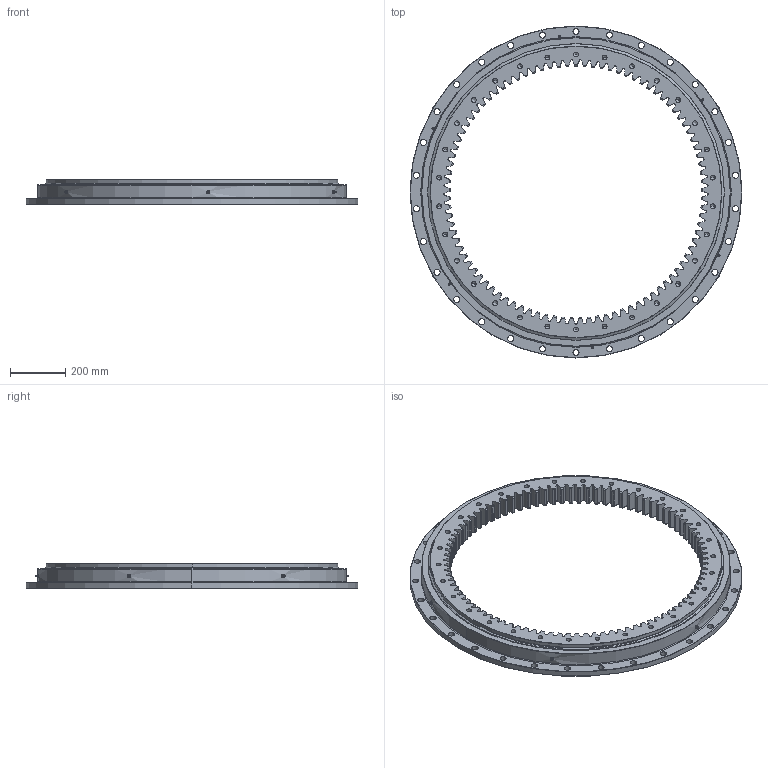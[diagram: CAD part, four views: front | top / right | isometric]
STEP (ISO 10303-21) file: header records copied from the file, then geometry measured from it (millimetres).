
FILE_DESCRIPTION (( 'STEP AP214' ), '1' );
FILE_NAME ('I.1200.32.STEP', '2019-02-25T07:49:37', ( '' ), ( '' ), 'SwSTEP 2.0', 'SolidWorks 2016', '' );
FILE_SCHEMA (( 'AUTOMOTIVE_DESIGN' ));
Length unit declared in the file: millimetre
Products named in the file (7): B.1200.B32C.A3N.0 - IR; B.1200.B32C.A3N.0 - OR; I.1200.32; Ball D32; Grease nipple M10x1mm; B.1200.B32C.A3N.0 - IR Seal; B.1200.B32C.A3N.0 - OR Seal
Assembly tree (97 placements, depth 2):
  I.1200.32
    B.1200.B32C.A3N.0 - IR
    B.1200.B32C.A3N.0 - OR
    Ball D32  x87
    B.1200.B32C.A3N.0 - IR Seal
    B.1200.B32C.A3N.0 - OR Seal
    Grease nipple M10x1mm  x6
Bounding box: 1200 x 1200 x 90 mm (x, y, z)
Volume: 22927464.6 mm3; surface area: 2832435.9 mm2
Topology: 97 solids, 97 shells, 1618 faces, 4606 edges, 2991 vertices
Faces by surface type: cone 372, bspline 372, plane 354, cylinder 285, sphere 174, torus 61
Entity records: 47800 total; most frequent: CARTESIAN_POINT 16139, ORIENTED_EDGE 7158, DIRECTION 5020, EDGE_CURVE 3579, VERTEX_POINT 2348, AXIS2_PLACEMENT_3D 1811, LINE 1398, VECTOR 1398
